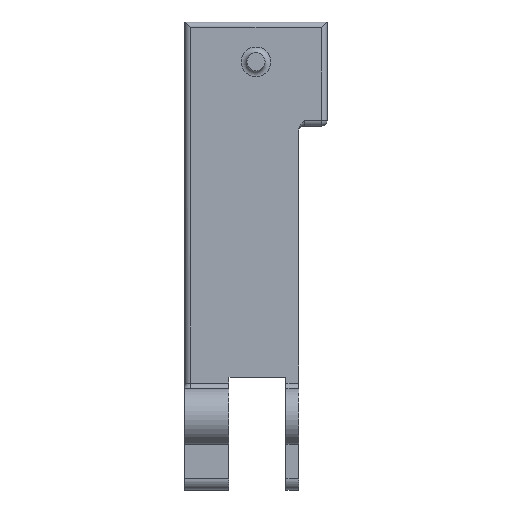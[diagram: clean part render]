
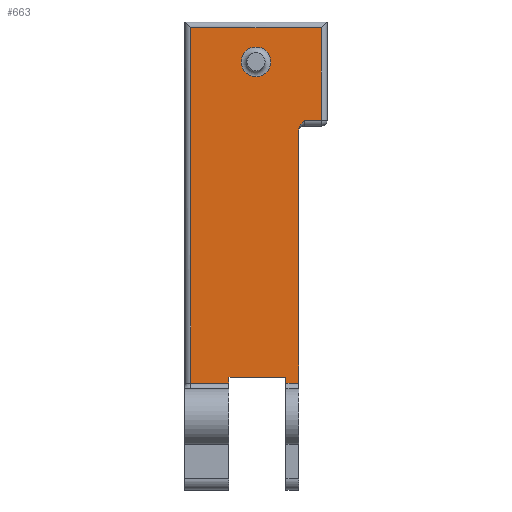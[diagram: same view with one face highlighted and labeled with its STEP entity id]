
A CAD part, top view. The second image highlights one B-rep face of the part: STEP entity #663.
In plain terms, the highlighted planar face has unit normal (0, 0, 1).
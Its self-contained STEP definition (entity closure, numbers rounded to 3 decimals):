
#17=FACE_BOUND('',#92,.T.);
#24=PLANE('',#732);
#42=B_SPLINE_CURVE_WITH_KNOTS('',3,(#1009,#1010,#1011,#1012,#1013,#1014),
 .UNSPECIFIED.,.F.,.F.,(4,2,4),(0.,0.118,0.194),
 .UNSPECIFIED.);
#53=FACE_OUTER_BOUND('',#91,.T.);
#91=EDGE_LOOP('',(#469,#470,#471,#472,#473,#474,#475,#476,#477,#478,#479));
#92=EDGE_LOOP('',(#480));
#131=LINE('',#1022,#194);
#135=LINE('',#1037,#198);
#136=LINE('',#1039,#199);
#137=LINE('',#1041,#200);
#138=LINE('',#1043,#201);
#139=LINE('',#1045,#202);
#140=LINE('',#1047,#203);
#141=LINE('',#1049,#204);
#142=LINE('',#1051,#205);
#143=LINE('',#1052,#206);
#194=VECTOR('',#810,10.);
#198=VECTOR('',#828,10.);
#199=VECTOR('',#829,10.);
#200=VECTOR('',#830,10.);
#201=VECTOR('',#831,10.);
#202=VECTOR('',#832,10.);
#203=VECTOR('',#833,10.);
#204=VECTOR('',#834,10.);
#205=VECTOR('',#835,10.);
#206=VECTOR('',#836,10.);
#262=CIRCLE('',#733,2.6);
#289=VERTEX_POINT('',#1007);
#290=VERTEX_POINT('',#1008);
#292=VERTEX_POINT('',#1020);
#296=VERTEX_POINT('',#1036);
#297=VERTEX_POINT('',#1038);
#298=VERTEX_POINT('',#1040);
#299=VERTEX_POINT('',#1042);
#300=VERTEX_POINT('',#1044);
#301=VERTEX_POINT('',#1046);
#302=VERTEX_POINT('',#1048);
#303=VERTEX_POINT('',#1050);
#304=VERTEX_POINT('',#1053);
#352=EDGE_CURVE('',#289,#290,#42,.T.);
#357=EDGE_CURVE('',#292,#289,#131,.T.);
#364=EDGE_CURVE('',#296,#290,#135,.T.);
#365=EDGE_CURVE('',#297,#292,#136,.T.);
#366=EDGE_CURVE('',#298,#297,#137,.T.);
#367=EDGE_CURVE('',#299,#298,#138,.T.);
#368=EDGE_CURVE('',#300,#299,#139,.T.);
#369=EDGE_CURVE('',#300,#301,#140,.T.);
#370=EDGE_CURVE('',#301,#302,#141,.T.);
#371=EDGE_CURVE('',#302,#303,#142,.T.);
#372=EDGE_CURVE('',#296,#303,#143,.T.);
#373=EDGE_CURVE('',#304,#304,#262,.T.);
#469=ORIENTED_EDGE('',*,*,#364,.T.);
#470=ORIENTED_EDGE('',*,*,#352,.F.);
#471=ORIENTED_EDGE('',*,*,#357,.F.);
#472=ORIENTED_EDGE('',*,*,#365,.F.);
#473=ORIENTED_EDGE('',*,*,#366,.F.);
#474=ORIENTED_EDGE('',*,*,#367,.F.);
#475=ORIENTED_EDGE('',*,*,#368,.F.);
#476=ORIENTED_EDGE('',*,*,#369,.T.);
#477=ORIENTED_EDGE('',*,*,#370,.T.);
#478=ORIENTED_EDGE('',*,*,#371,.T.);
#479=ORIENTED_EDGE('',*,*,#372,.F.);
#480=ORIENTED_EDGE('',*,*,#373,.F.);
#663=ADVANCED_FACE('',(#53,#17),#24,.T.);
#732=AXIS2_PLACEMENT_3D('',#1035,#826,#827);
#733=AXIS2_PLACEMENT_3D('',#1054,#837,#838);
#810=DIRECTION('',(-1.,0.,0.));
#826=DIRECTION('center_axis',(0.,0.,1.));
#827=DIRECTION('ref_axis',(1.,0.,0.));
#828=DIRECTION('',(0.,1.,0.));
#829=DIRECTION('',(0.,-1.,0.));
#830=DIRECTION('',(1.,0.,0.));
#831=DIRECTION('',(0.,1.,0.));
#832=DIRECTION('',(-1.,0.,0.));
#833=DIRECTION('',(0.,1.,0.));
#834=DIRECTION('',(1.,0.,0.));
#835=DIRECTION('',(0.,-1.,0.));
#836=DIRECTION('',(-1.,0.,0.));
#837=DIRECTION('center_axis',(0.,0.,1.));
#838=DIRECTION('ref_axis',(0.,1.,0.));
#1007=CARTESIAN_POINT('',(21.,57.2,4.));
#1008=CARTESIAN_POINT('',(20.,55.468,4.));
#1009=CARTESIAN_POINT('Ctrl Pts',(21.,57.2,4.));
#1010=CARTESIAN_POINT('Ctrl Pts',(20.723,56.923,4.));
#1011=CARTESIAN_POINT('Ctrl Pts',(20.396,56.585,4.));
#1012=CARTESIAN_POINT('Ctrl Pts',(20.09,56.015,4.));
#1013=CARTESIAN_POINT('Ctrl Pts',(20.,55.723,4.));
#1014=CARTESIAN_POINT('Ctrl Pts',(20.,55.468,4.));
#1020=CARTESIAN_POINT('',(24.,57.2,4.));
#1022=CARTESIAN_POINT('',(18.75,57.2,4.));
#1035=CARTESIAN_POINT('Origin',(12.5,35.,4.));
#1036=CARTESIAN_POINT('',(20.,11.,4.));
#1037=CARTESIAN_POINT('',(20.,45.6,4.));
#1038=CARTESIAN_POINT('',(24.,73.5,4.));
#1039=CARTESIAN_POINT('',(24.,17.5,4.));
#1040=CARTESIAN_POINT('',(1.,73.5,4.));
#1041=CARTESIAN_POINT('',(12.5,73.5,4.));
#1042=CARTESIAN_POINT('',(1.,11.,4.));
#1043=CARTESIAN_POINT('',(1.,52.5,4.));
#1044=CARTESIAN_POINT('',(7.75,11.,4.));
#1045=CARTESIAN_POINT('',(18.75,11.,4.));
#1046=CARTESIAN_POINT('',(7.75,12.,4.));
#1047=CARTESIAN_POINT('',(7.75,23.5,4.));
#1048=CARTESIAN_POINT('',(17.75,12.,4.));
#1049=CARTESIAN_POINT('',(15.125,12.,4.));
#1050=CARTESIAN_POINT('',(17.75,11.,4.));
#1051=CARTESIAN_POINT('',(17.75,22.5,4.));
#1052=CARTESIAN_POINT('',(18.75,11.,4.));
#1053=CARTESIAN_POINT('',(9.9,67.5,4.));
#1054=CARTESIAN_POINT('Origin',(12.5,67.5,4.));
